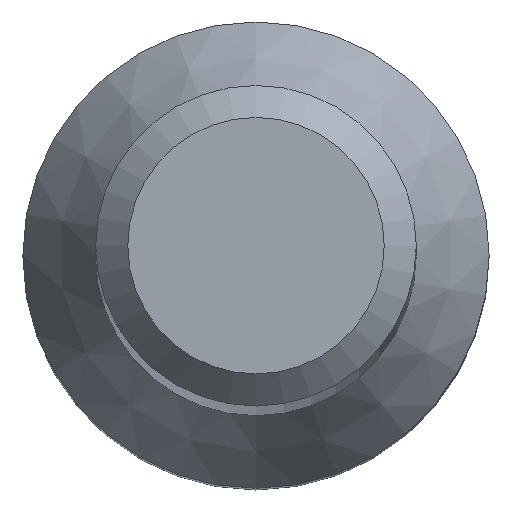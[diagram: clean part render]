
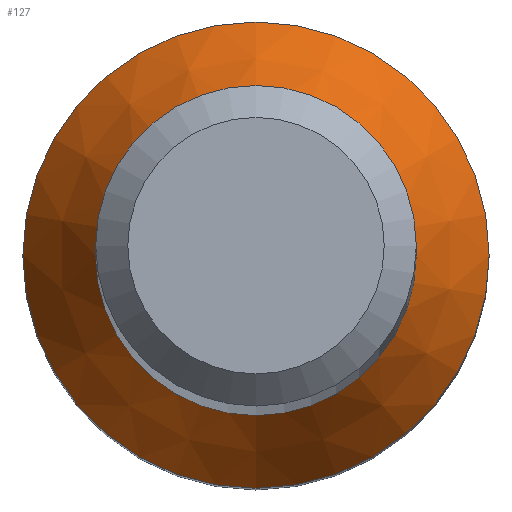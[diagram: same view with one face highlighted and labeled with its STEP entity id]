
A CAD part, top view. The second image highlights one B-rep face of the part: STEP entity #127.
In plain terms, the highlighted conical face has half-angle 30 degrees and reference radius 2.909 mm.
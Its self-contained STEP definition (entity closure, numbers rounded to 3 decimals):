
#5 = FACE_BOUND ( 'NONE', #49, .T. ) ;
#6 = ORIENTED_EDGE ( 'NONE', *, *, #88, .F. ) ;
#7 = AXIS2_PLACEMENT_3D ( 'NONE', #243, #154, #227 ) ;
#36 = ORIENTED_EDGE ( 'NONE', *, *, #47, .T. ) ;
#47 = EDGE_CURVE ( 'NONE', #109, #109, #56, .T. ) ;
#49 = EDGE_LOOP ( 'NONE', ( #36 ) ) ;
#56 = CIRCLE ( 'NONE', #7, 2. ) ;
#70 = VERTEX_POINT ( 'NONE', #82 ) ;
#82 = CARTESIAN_POINT ( 'NONE',  ( 0., 2.909, 12.417 ) ) ;
#88 = EDGE_CURVE ( 'NONE', #70, #70, #146, .T. ) ;
#98 = DIRECTION ( 'NONE',  ( 0., 1., 0. ) ) ;
#109 = VERTEX_POINT ( 'NONE', #165 ) ;
#117 = CARTESIAN_POINT ( 'NONE',  ( 0., 0., 12.417 ) ) ;
#127 = ADVANCED_FACE ( 'NONE', ( #5, #233 ), #235, .T. ) ;
#130 = AXIS2_PLACEMENT_3D ( 'NONE', #136, #232, #98 ) ;
#136 = CARTESIAN_POINT ( 'NONE',  ( 0., 0., 12.417 ) ) ;
#139 = EDGE_LOOP ( 'NONE', ( #6 ) ) ;
#146 = CIRCLE ( 'NONE', #171, 2.909 ) ;
#154 = DIRECTION ( 'NONE',  ( 0., 0., -1. ) ) ;
#165 = CARTESIAN_POINT ( 'NONE',  ( 0., 2., 13.992 ) ) ;
#171 = AXIS2_PLACEMENT_3D ( 'NONE', #117, #213, #177 ) ;
#177 = DIRECTION ( 'NONE',  ( 0., 1., 0. ) ) ;
#213 = DIRECTION ( 'NONE',  ( 0., 0., -1. ) ) ;
#227 = DIRECTION ( 'NONE',  ( 0., 1., 0. ) ) ;
#232 = DIRECTION ( 'NONE',  ( 0., 0., -1. ) ) ;
#233 = FACE_OUTER_BOUND ( 'NONE', #139, .T. ) ;
#235 = CONICAL_SURFACE ( 'NONE', #130, 2.909, 0.524 ) ;
#243 = CARTESIAN_POINT ( 'NONE',  ( 0., 0., 13.992 ) ) ;
